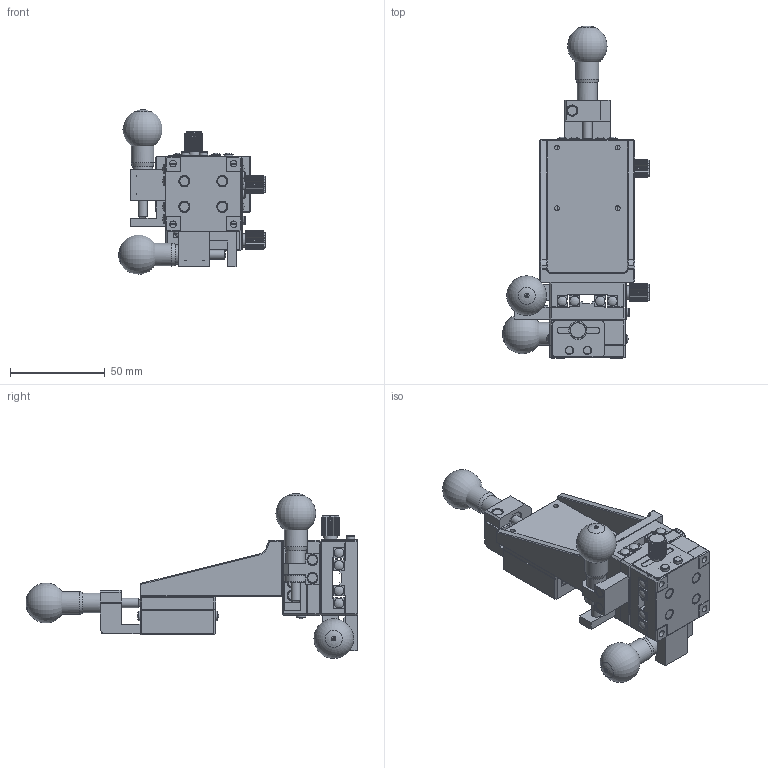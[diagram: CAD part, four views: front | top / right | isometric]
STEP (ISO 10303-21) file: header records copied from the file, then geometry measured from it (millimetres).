
FILE_DESCRIPTION (( 'STEP AP214' ), '1' );
FILE_NAME ('528897.STEP', '2024-11-13T03:56:09', ( 'Windows User' ), ( 'P R C' ), 'SwSTEP 2.0', 'SolidWorks 2020', '' );
FILE_SCHEMA (( 'AUTOMOTIVE_DESIGN' ));
Length unit declared in the file: millimetre
Products named in the file (1): 528897
Bounding box: 77.57 x 175.14 x 86.9 mm (x, y, z)
Volume: 142605.1 mm3; surface area: 78798.2 mm2
Topology: 13 solids, 13 shells, 6915 faces, 14555 edges, 7781 vertices
Faces by surface type: bspline 4325, cylinder 1427, plane 789, cone 315, torus 35, sphere 24
Full cylindrical faces by diameter (mm): 2.459 x24, 2.5 x4, 3 x4, 3.5 x16, 4.5 x6, 4.917 x3, 4.936 x2, 4.968 x1, 5 x27, 5.5 x35, 5.8 x4, 5.9 x29, 6 x4, 6.5 x12, 7 x3, 9 x3, 9.5 x2, 10.4 x2, 10.5 x1, 12 x2, 12.034 x3
Entity records: 283274 total; most frequent: CARTESIAN_POINT 160493, ORIENTED_EDGE 28390, EDGE_CURVE 14195, DIRECTION 9196, VERTEX_POINT 7699, EDGE_LOOP 7380, FACE_OUTER_BOUND 7134, ADVANCED_FACE 6915
